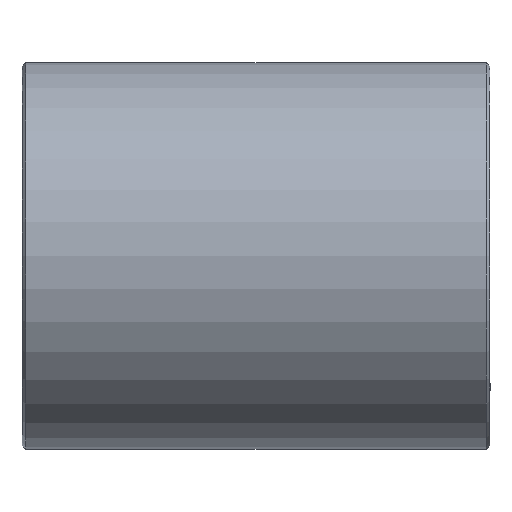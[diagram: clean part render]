
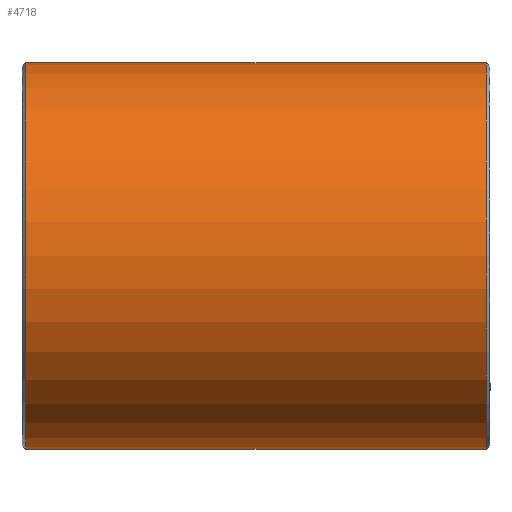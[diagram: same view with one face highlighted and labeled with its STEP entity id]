
A CAD part, top view. The second image highlights one B-rep face of the part: STEP entity #4718.
In plain terms, the highlighted cylindrical face has radius 10.75 mm (diameter 21.5 mm), a partial arc.
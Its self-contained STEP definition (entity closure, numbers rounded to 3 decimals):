
#261 = CYLINDRICAL_SURFACE ( 'NONE', #4882, 10.75 ) ;
#290 = VERTEX_POINT ( 'NONE', #4356 ) ;
#291 = FACE_OUTER_BOUND ( 'NONE', #1796, .T. ) ;
#386 = ORIENTED_EDGE ( 'NONE', *, *, #450, .F. ) ;
#450 = EDGE_CURVE ( 'NONE', #290, #1860, #2458, .T. ) ;
#464 = CARTESIAN_POINT ( 'NONE',  ( -12.8, 0., 0. ) ) ;
#601 = ORIENTED_EDGE ( 'NONE', *, *, #3286, .T. ) ;
#728 = VERTEX_POINT ( 'NONE', #5444 ) ;
#753 = DIRECTION ( 'NONE',  ( 0., -1., 0. ) ) ;
#781 = EDGE_CURVE ( 'NONE', #3779, #728, #4917, .T. ) ;
#992 = AXIS2_PLACEMENT_3D ( 'NONE', #4648, #1624, #753 ) ;
#1558 = CARTESIAN_POINT ( 'NONE',  ( -9., 0., 0. ) ) ;
#1624 = DIRECTION ( 'NONE',  ( -1., 0., 0. ) ) ;
#1796 = EDGE_LOOP ( 'NONE', ( #3347, #601, #386, #2086 ) ) ;
#1860 = VERTEX_POINT ( 'NONE', #3270 ) ;
#1863 = CARTESIAN_POINT ( 'NONE',  ( 12.8, -10.75, 0. ) ) ;
#1903 = CARTESIAN_POINT ( 'NONE',  ( -9., -10.75, 0. ) ) ;
#2086 = ORIENTED_EDGE ( 'NONE', *, *, #5314, .F. ) ;
#2270 = DIRECTION ( 'NONE',  ( -1., 0., 0. ) ) ;
#2436 = DIRECTION ( 'NONE',  ( 0., -1., 0. ) ) ;
#2458 = CIRCLE ( 'NONE', #5641, 10.75 ) ;
#2866 = DIRECTION ( 'NONE',  ( -1., 0., 0. ) ) ;
#3128 = DIRECTION ( 'NONE',  ( 0., -1., 0. ) ) ;
#3270 = CARTESIAN_POINT ( 'NONE',  ( -12.8, 10.75, 0. ) ) ;
#3286 = EDGE_CURVE ( 'NONE', #728, #1860, #5480, .T. ) ;
#3347 = ORIENTED_EDGE ( 'NONE', *, *, #781, .T. ) ;
#3779 = VERTEX_POINT ( 'NONE', #1863 ) ;
#3820 = VECTOR ( 'NONE', #4996, 1000. ) ;
#4092 = VECTOR ( 'NONE', #4134, 1000. ) ;
#4134 = DIRECTION ( 'NONE',  ( -1., 0., 0. ) ) ;
#4356 = CARTESIAN_POINT ( 'NONE',  ( -12.8, -10.75, 0. ) ) ;
#4648 = CARTESIAN_POINT ( 'NONE',  ( 12.8, 0., 0. ) ) ;
#4718 = ADVANCED_FACE ( 'NONE', ( #291 ), #261, .T. ) ;
#4882 = AXIS2_PLACEMENT_3D ( 'NONE', #1558, #2866, #2436 ) ;
#4917 = CIRCLE ( 'NONE', #992, 10.75 ) ;
#4996 = DIRECTION ( 'NONE',  ( -1., 0., 0. ) ) ;
#5013 = LINE ( 'NONE', #1903, #4092 ) ;
#5314 = EDGE_CURVE ( 'NONE', #3779, #290, #5013, .T. ) ;
#5367 = CARTESIAN_POINT ( 'NONE',  ( -9., 10.75, 0. ) ) ;
#5444 = CARTESIAN_POINT ( 'NONE',  ( 12.8, 10.75, 0. ) ) ;
#5480 = LINE ( 'NONE', #5367, #3820 ) ;
#5641 = AXIS2_PLACEMENT_3D ( 'NONE', #464, #2270, #3128 ) ;
